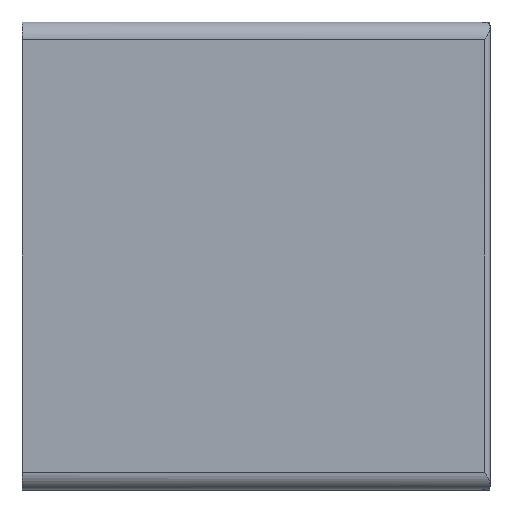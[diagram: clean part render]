
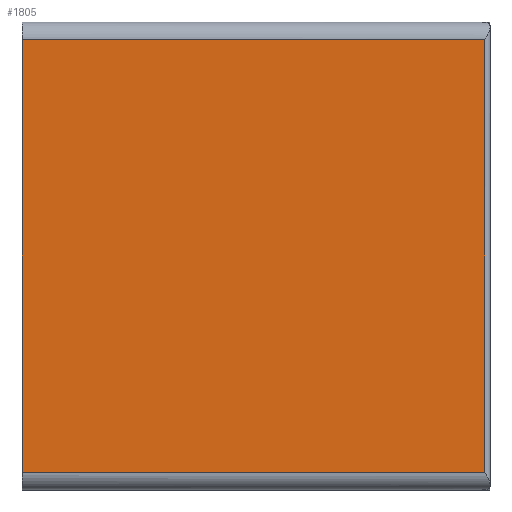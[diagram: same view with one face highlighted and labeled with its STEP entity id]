
A CAD part, front view. The second image highlights one B-rep face of the part: STEP entity #1805.
In plain terms, the highlighted planar face has unit normal (0, -1, 0).
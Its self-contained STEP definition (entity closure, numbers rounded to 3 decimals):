
#1766=CARTESIAN_POINT('',(0.,0.,18.6));
#1767=DIRECTION('',(0.,1.,0.));
#1768=DIRECTION('',(0.,0.,1.));
#1769=AXIS2_PLACEMENT_3D('',#1766,#1767,#1768);
#1770=PLANE('',#1769);
#1771=CARTESIAN_POINT('',(0.,0.,17.9));
#1772=VERTEX_POINT('',#1771);
#1773=CARTESIAN_POINT('',(0.,0.,0.7));
#1774=VERTEX_POINT('',#1773);
#1775=CARTESIAN_POINT('',(0.,0.,17.9));
#1776=DIRECTION('',(0.,-0.,-1.));
#1777=VECTOR('',#1776,17.2);
#1778=LINE('',#1775,#1777);
#1779=EDGE_CURVE('',#1772,#1774,#1778,.T.);
#1780=ORIENTED_EDGE('',*,*,#1779,.T.);
#1781=CARTESIAN_POINT('',(18.4,-0.,0.7));
#1782=VERTEX_POINT('',#1781);
#1783=CARTESIAN_POINT('',(18.4,0.,0.7));
#1784=DIRECTION('',(-1.,0.,0.));
#1785=VECTOR('',#1784,18.4);
#1786=LINE('',#1783,#1785);
#1787=EDGE_CURVE('',#1782,#1774,#1786,.T.);
#1788=ORIENTED_EDGE('',*,*,#1787,.F.);
#1789=CARTESIAN_POINT('',(18.4,0.,17.9));
#1790=VERTEX_POINT('',#1789);
#1791=CARTESIAN_POINT('',(18.4,0.,17.9));
#1792=DIRECTION('',(0.,-0.,-1.));
#1793=VECTOR('',#1792,17.2);
#1794=LINE('',#1791,#1793);
#1795=EDGE_CURVE('',#1790,#1782,#1794,.T.);
#1796=ORIENTED_EDGE('',*,*,#1795,.F.);
#1797=CARTESIAN_POINT('',(18.4,0.,17.9));
#1798=DIRECTION('',(-1.,0.,0.));
#1799=VECTOR('',#1798,18.4);
#1800=LINE('',#1797,#1799);
#1801=EDGE_CURVE('',#1790,#1772,#1800,.T.);
#1802=ORIENTED_EDGE('',*,*,#1801,.T.);
#1803=EDGE_LOOP('',(#1780,#1788,#1796,#1802));
#1804=FACE_BOUND('',#1803,.T.);
#1805=ADVANCED_FACE('',(#1804),#1770,.F.);
